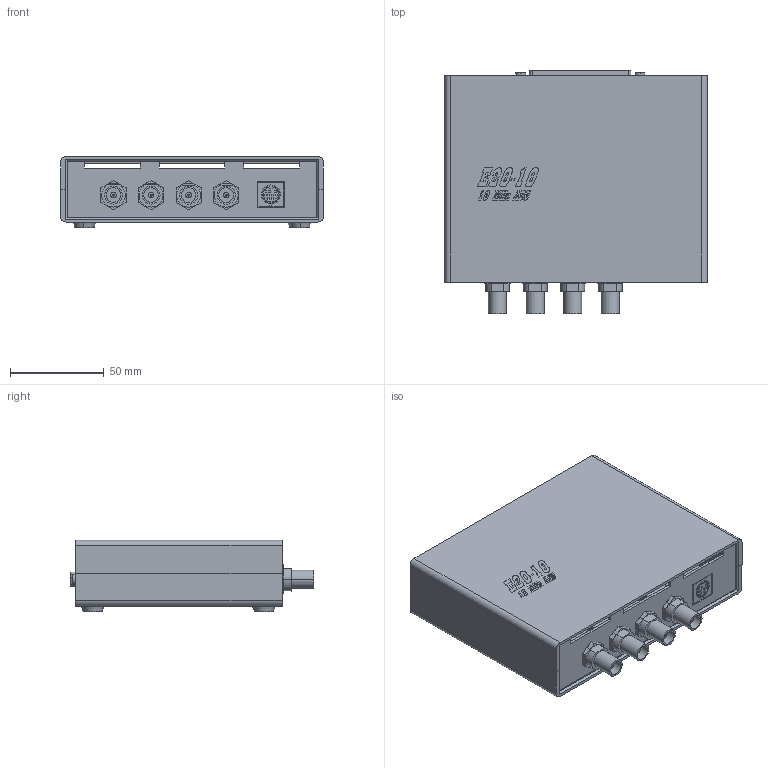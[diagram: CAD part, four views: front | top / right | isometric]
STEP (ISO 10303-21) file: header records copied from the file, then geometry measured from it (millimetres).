
FILE_DESCRIPTION (( 'STEP AP203' ), '1' );
FILE_NAME ('E20-10.STEP', '2021-08-24T12:14:27', ( '' ), ( '' ), 'SwSTEP 2.0', 'SolidWorks 2019', '' );
FILE_SCHEMA (( 'CONFIG_CONTROL_DESIGN' ));
Products named in the file (1): E20-10
Bounding box: 140 x 129.8 x 38 mm (x, y, z)
Volume: 138174.2 mm3; surface area: 121281.3 mm2
Topology: 24 solids, 24 shells, 2203 faces, 5656 edges, 3722 vertices
Faces by surface type: plane 1400, cylinder 382, bspline 375, cone 44, sphere 2
Entity records: 85214 total; most frequent: CARTESIAN_POINT 33159, ORIENTED_EDGE 11304, DIRECTION 9411, EDGE_CURVE 5652, VECTOR 4035, LINE 4035, VERTEX_POINT 3720, AXIS2_PLACEMENT_3D 2688
